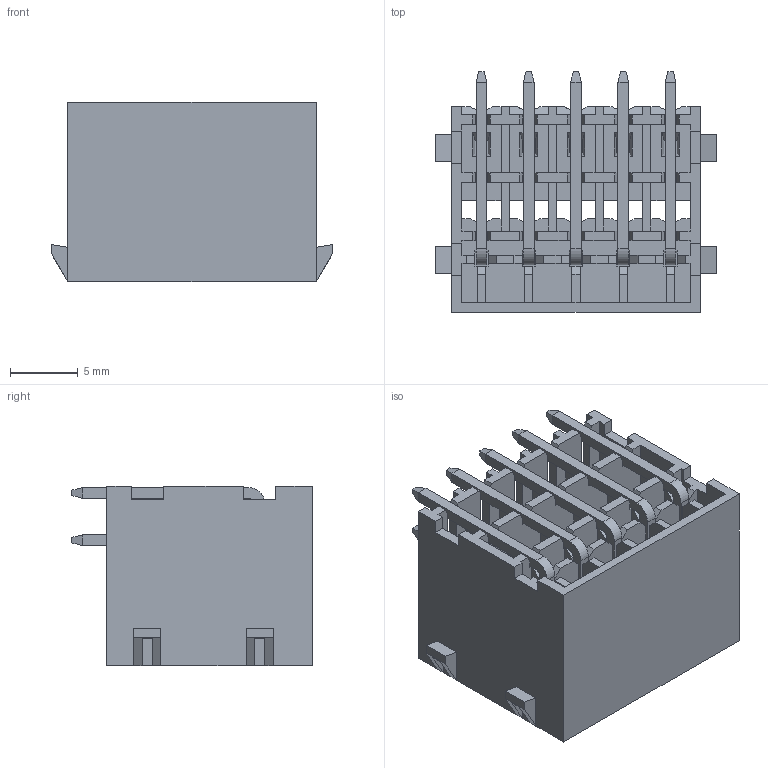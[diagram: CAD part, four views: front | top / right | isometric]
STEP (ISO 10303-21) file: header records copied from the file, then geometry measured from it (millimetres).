
FILE_DESCRIPTION( ('This file contains a STEP AP42 implementation' ,'as created by ZW3D STEP Interface translator.') ,'2;1' );
FILE_NAME( 'WJ15EDGRHBN-THT-3.5-2x05P-13-00N.stp' ,'2311 7. 83628', (''), ('ZWCAD Software Co.'), 'Version 1.0', 'ZW3D to STEP translator', '' );
FILE_SCHEMA(('AUTOMOTIVE_DESIGN { 1 0 10303 214 1 1 1 1 }'));
Length unit declared in the file: millimetre
Products named in the file (2): 0; WJ15EDGRHBN-350-2X05P
Bounding box: 20.8 x 17.8 x 13.3 mm (x, y, z)
Volume: 1613.3 mm3; surface area: 4981 mm2
Topology: 1 solids, 1 shells, 1175 faces, 3203 edges, 2060 vertices
Faces by surface type: plane 1045, cone 80, cylinder 30, torus 20
Entity records: 37873 total; most frequent: CARTESIAN_POINT 7003, ORIENTED_EDGE 6406, DIRECTION 5755, EDGE_CURVE 3203, VECTOR 2753, LINE 2753, VERTEX_POINT 2060, AXIS2_PLACEMENT_3D 1501
